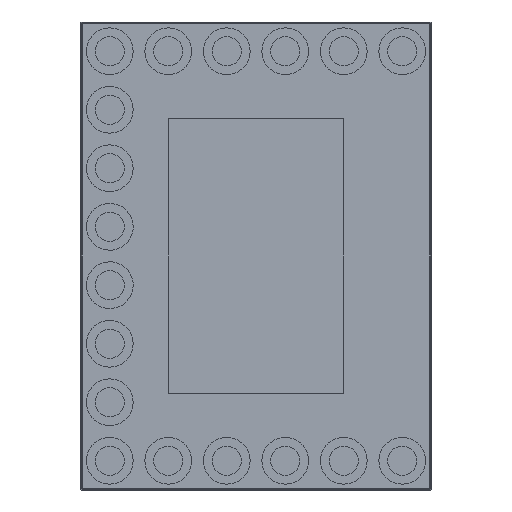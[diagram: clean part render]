
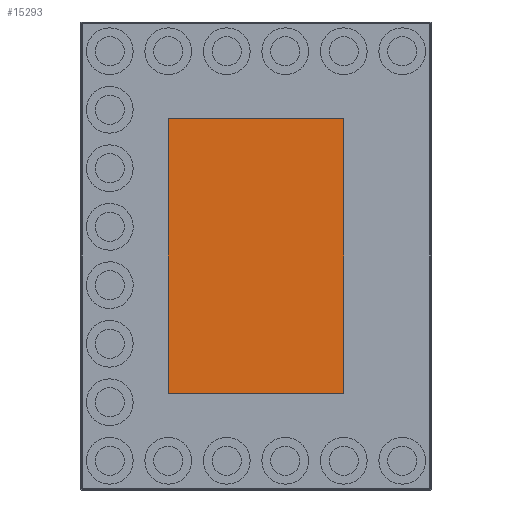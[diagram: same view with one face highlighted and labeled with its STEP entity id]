
A CAD part, front view. The second image highlights one B-rep face of the part: STEP entity #15293.
In plain terms, the highlighted planar face has unit normal (0, -1, 0).
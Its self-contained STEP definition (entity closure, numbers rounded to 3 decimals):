
#552 = DIRECTION ( 'NONE',  ( 0., 0., -1. ) ) ;
#713 = CARTESIAN_POINT ( 'NONE',  ( -75., 0.5, 23.5 ) ) ;
#808 = AXIS2_PLACEMENT_3D ( 'NONE', #40290, #43519, #21447 ) ;
#1860 = VECTOR ( 'NONE', #22554, 1000. ) ;
#2521 = FACE_OUTER_BOUND ( 'NONE', #43578, .T. ) ;
#4038 = LINE ( 'NONE', #15508, #15461 ) ;
#5391 = VERTEX_POINT ( 'NONE', #713 ) ;
#5524 = PLANE ( 'NONE',  #808 ) ;
#5710 = VERTEX_POINT ( 'NONE', #41186 ) ;
#6508 = EDGE_CURVE ( 'NONE', #36431, #33652, #49108, .T. ) ;
#7881 = CARTESIAN_POINT ( 'NONE',  ( -75., 0.5, -23.5 ) ) ;
#10029 = ORIENTED_EDGE ( 'NONE', *, *, #26631, .F. ) ;
#10117 = VECTOR ( 'NONE', #14281, 1000. ) ;
#10269 = LINE ( 'NONE', #40524, #44048 ) ;
#10290 = EDGE_CURVE ( 'NONE', #5710, #5391, #49000, .T. ) ;
#11678 = CARTESIAN_POINT ( 'NONE',  ( -105., 0.5, -23.5 ) ) ;
#13872 = DIRECTION ( 'NONE',  ( 0., 0., 1. ) ) ;
#14281 = DIRECTION ( 'NONE',  ( 1., 0., 0. ) ) ;
#15001 = CARTESIAN_POINT ( 'NONE',  ( -105., 0.5, 23.5 ) ) ;
#15293 = ADVANCED_FACE ( 'NONE', ( #2521 ), #5524, .F. ) ;
#15461 = VECTOR ( 'NONE', #552, 1000. ) ;
#15508 = CARTESIAN_POINT ( 'NONE',  ( -75., 0.5, 23.5 ) ) ;
#15984 = ORIENTED_EDGE ( 'NONE', *, *, #6508, .F. ) ;
#21447 = DIRECTION ( 'NONE',  ( 1., 0., 0. ) ) ;
#22554 = DIRECTION ( 'NONE',  ( -1., 0., 0. ) ) ;
#26631 = EDGE_CURVE ( 'NONE', #5391, #36431, #4038, .T. ) ;
#31839 = ORIENTED_EDGE ( 'NONE', *, *, #45665, .F. ) ;
#33652 = VERTEX_POINT ( 'NONE', #11678 ) ;
#36431 = VERTEX_POINT ( 'NONE', #39561 ) ;
#39561 = CARTESIAN_POINT ( 'NONE',  ( -75., 0.5, -23.5 ) ) ;
#40290 = CARTESIAN_POINT ( 'NONE',  ( -90., 0.5, 0. ) ) ;
#40524 = CARTESIAN_POINT ( 'NONE',  ( -105., 0.5, -23.5 ) ) ;
#41186 = CARTESIAN_POINT ( 'NONE',  ( -105., 0.5, 23.5 ) ) ;
#41502 = ORIENTED_EDGE ( 'NONE', *, *, #10290, .F. ) ;
#43519 = DIRECTION ( 'NONE',  ( 0., 1., 0. ) ) ;
#43578 = EDGE_LOOP ( 'NONE', ( #15984, #10029, #41502, #31839 ) ) ;
#44048 = VECTOR ( 'NONE', #13872, 1000. ) ;
#45665 = EDGE_CURVE ( 'NONE', #33652, #5710, #10269, .T. ) ;
#49000 = LINE ( 'NONE', #15001, #10117 ) ;
#49108 = LINE ( 'NONE', #7881, #1860 ) ;
